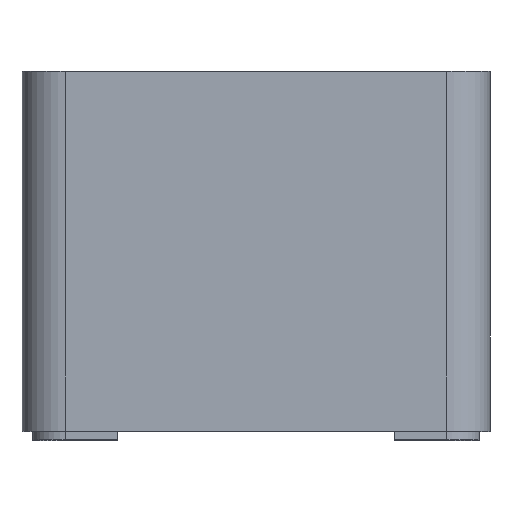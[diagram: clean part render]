
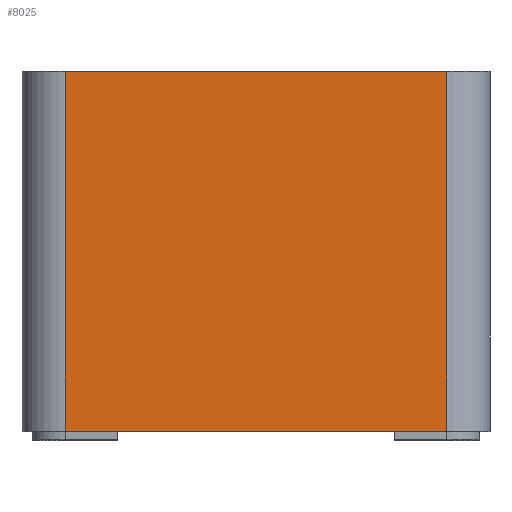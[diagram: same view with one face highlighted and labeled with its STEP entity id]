
A CAD part, top view. The second image highlights one B-rep face of the part: STEP entity #8025.
In plain terms, the highlighted planar face has unit normal (0, 0, 1).
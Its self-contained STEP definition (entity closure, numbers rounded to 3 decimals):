
#760=PLANE('',#8437);
#1186=FACE_OUTER_BOUND('',#1674,.T.);
#1674=EDGE_LOOP('',(#7501,#7502,#7503,#7504));
#1845=LINE('',#10497,#2546);
#2240=LINE('',#14939,#2941);
#2377=LINE('',#15296,#3078);
#2378=LINE('',#15298,#3079);
#2546=VECTOR('',#8981,10.);
#2941=VECTOR('',#9582,10.);
#3078=VECTOR('',#9951,10.);
#3079=VECTOR('',#9954,10.);
#3401=VERTEX_POINT('',#10494);
#3402=VERTEX_POINT('',#10496);
#3899=VERTEX_POINT('',#14936);
#3900=VERTEX_POINT('',#14938);
#4259=EDGE_CURVE('',#3402,#3401,#1845,.T.);
#4997=EDGE_CURVE('',#3899,#3900,#2240,.T.);
#5176=EDGE_CURVE('',#3401,#3900,#2377,.T.);
#5177=EDGE_CURVE('',#3402,#3899,#2378,.T.);
#7501=ORIENTED_EDGE('',*,*,#4259,.T.);
#7502=ORIENTED_EDGE('',*,*,#5176,.T.);
#7503=ORIENTED_EDGE('',*,*,#4997,.F.);
#7504=ORIENTED_EDGE('',*,*,#5177,.F.);
#8025=ADVANCED_FACE('',(#1186),#760,.T.);
#8437=AXIS2_PLACEMENT_3D('',#15297,#9952,#9953);
#8981=DIRECTION('',(1.,0.,0.));
#9582=DIRECTION('',(1.,0.,0.));
#9951=DIRECTION('',(0.,1.,0.));
#9952=DIRECTION('center_axis',(0.,0.,1.));
#9953=DIRECTION('ref_axis',(1.,0.,0.));
#9954=DIRECTION('',(0.,1.,0.));
#10494=CARTESIAN_POINT('',(22.,0.,27.));
#10496=CARTESIAN_POINT('',(-22.,0.,27.));
#10497=CARTESIAN_POINT('',(-22.,0.,27.));
#14936=CARTESIAN_POINT('',(-22.,41.5,27.));
#14938=CARTESIAN_POINT('',(22.,41.5,27.));
#14939=CARTESIAN_POINT('',(-22.,41.5,27.));
#15296=CARTESIAN_POINT('',(22.,0.,27.));
#15297=CARTESIAN_POINT('Origin',(-22.,0.,27.));
#15298=CARTESIAN_POINT('',(-22.,0.,27.));
